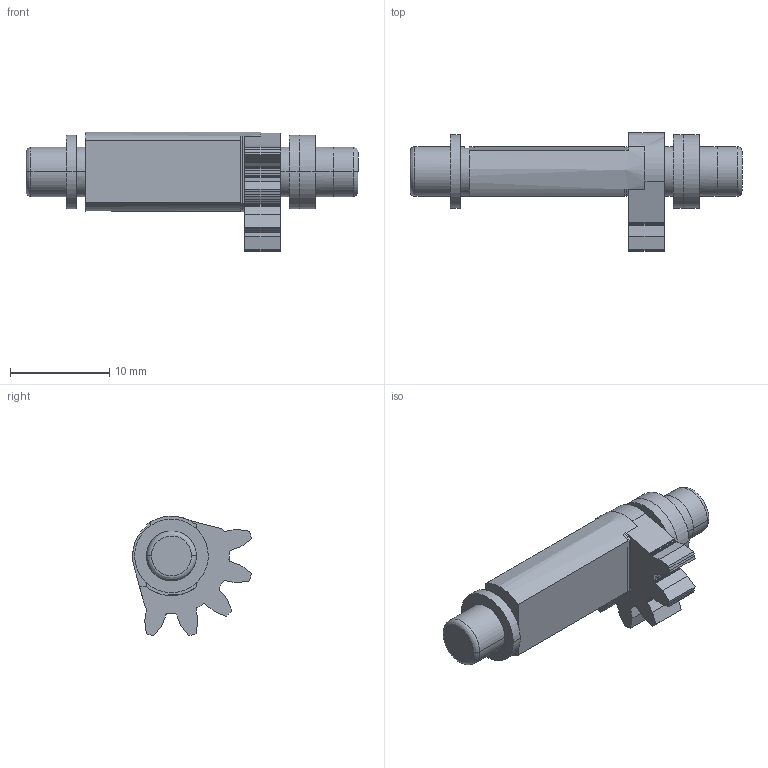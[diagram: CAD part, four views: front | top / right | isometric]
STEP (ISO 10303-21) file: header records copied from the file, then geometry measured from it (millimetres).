
FILE_DESCRIPTION(/* description */ (''),/* implementation_level */ '2;1');
FILE_NAME(/* name */ 'Bracelet_V17_4_axe',/* time_stamp */ '2020-02-17T18:20:58+01:00',/* author */ (''),/* organization */ (''),/* preprocessor_version */ 'ST-DEVELOPER v15',/* originating_system */ '',/* authorisation */ '');
FILE_SCHEMA (('AUTOMOTIVE_DESIGN_CC2'));
Length unit declared in the file: millimetre
Products named in the file (1): Document
Bounding box: 33.41 x 11.96 x 12.05 mm (x, y, z)
Volume: 1271 mm3; surface area: 1104.8 mm2
Topology: 1 solids, 1 shells, 156 faces, 429 edges, 280 vertices
Faces by surface type: bspline 133, plane 23
Entity records: 4824 total; most frequent: CARTESIAN_POINT 2612, ORIENTED_EDGE 862, EDGE_CURVE 431, VERTEX_POINT 282, EDGE_LOOP 161, ADVANCED_FACE 156, FACE_OUTER_BOUND 156, B_SPLINE_CURVE_WITH_KNOTS 53
